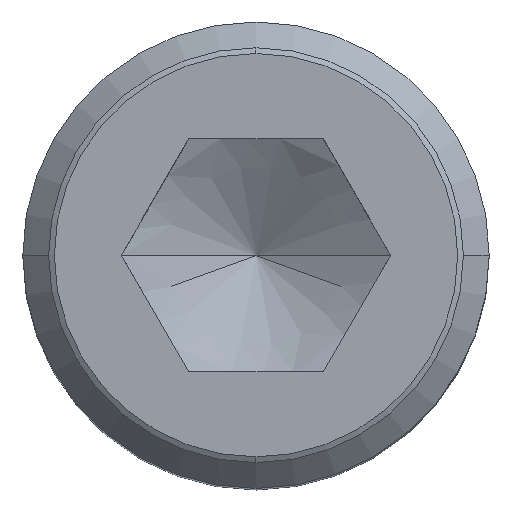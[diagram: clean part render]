
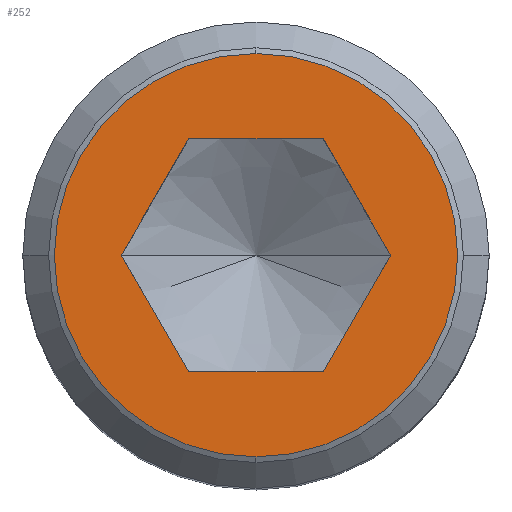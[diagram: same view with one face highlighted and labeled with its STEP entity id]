
A CAD part, top view. The second image highlights one B-rep face of the part: STEP entity #252.
In plain terms, the highlighted planar face has unit normal (0, 0, 1).
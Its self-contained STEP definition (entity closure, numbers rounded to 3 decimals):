
#144=EDGE_CURVE('',#316,#214,#364,.T.);
#156=EDGE_CURVE('',#274,#228,#377,.T.);
#166=EDGE_CURVE('',#228,#274,#389,.T.);
#204=EDGE_CURVE('',#214,#248,#429,.T.);
#214=VERTEX_POINT('',#440);
#228=VERTEX_POINT('',#457);
#238=EDGE_CURVE('',#248,#328,#467,.T.);
#248=VERTEX_POINT('',#479);
#252=ADVANCED_FACE('',(#484,#485),#486,.T.);
#272=EDGE_CURVE('',#314,#316,#508,.T.);
#274=VERTEX_POINT('',#510);
#312=EDGE_CURVE('',#326,#314,#552,.T.);
#314=VERTEX_POINT('',#554);
#316=VERTEX_POINT('',#556);
#320=EDGE_CURVE('',#328,#326,#560,.T.);
#326=VERTEX_POINT('',#566);
#328=VERTEX_POINT('',#568);
#364=LINE('',#599,#600);
#377=CIRCLE('',#619,6.917);
#389=CIRCLE('',#635,6.917);
#429=LINE('',#722,#723);
#440=CARTESIAN_POINT('',(-2.309,4.0,0.));
#457=CARTESIAN_POINT('',(0.,-6.917,0.));
#467=LINE('',#779,#780);
#479=CARTESIAN_POINT('',(2.309,4.0,0.));
#484=FACE_BOUND('',#799,.T.);
#485=FACE_OUTER_BOUND('',#800,.T.);
#486=PLANE('',#801);
#508=LINE('',#844,#845);
#510=CARTESIAN_POINT('',(0.,6.917,0.));
#552=LINE('',#900,#901);
#554=CARTESIAN_POINT('',(-2.309,-4.0,0.));
#556=CARTESIAN_POINT('',(-4.619,0.0,0.));
#560=LINE('',#912,#913);
#566=CARTESIAN_POINT('',(2.309,-4.0,0.));
#568=CARTESIAN_POINT('',(4.619,0.0,0.));
#599=CARTESIAN_POINT('',(-2.887,3.0,0.));
#600=VECTOR('',#954,1.0);
#619=AXIS2_PLACEMENT_3D('',#968,#969,#970);
#635=AXIS2_PLACEMENT_3D('',#991,#992,#993);
#722=CARTESIAN_POINT('',(1.155,4.0,0.));
#723=VECTOR('',#1023,1.0);
#779=CARTESIAN_POINT('',(4.041,1.0,0.));
#780=VECTOR('',#1071,1.0);
#799=EDGE_LOOP('',(#1096,#1097,#1098,#1099,#1100,#1101));
#800=EDGE_LOOP('',(#1102,#1103));
#801=AXIS2_PLACEMENT_3D('',#1104,#1105,#1106);
#844=CARTESIAN_POINT('',(-4.041,-1.0,0.));
#845=VECTOR('',#1124,1.0);
#900=CARTESIAN_POINT('',(-1.155,-4.0,0.));
#901=VECTOR('',#1173,1.0);
#912=CARTESIAN_POINT('',(2.887,-3.0,0.));
#913=VECTOR('',#1175,1.0);
#954=DIRECTION('',(0.5,0.866,0.));
#968=CARTESIAN_POINT('',(0.,0.,0.));
#969=DIRECTION('',(0.0,0.0,1.0));
#970=DIRECTION('',(0.,1.0,0.0));
#991=CARTESIAN_POINT('',(0.,0.,0.));
#992=DIRECTION('',(0.0,0.0,1.0));
#993=DIRECTION('',(0.,1.0,0.0));
#1023=DIRECTION('',(1.0,0.0,0.0));
#1071=DIRECTION('',(0.5,-0.866,0.));
#1096=ORIENTED_EDGE('',*,*,#272,.T.);
#1097=ORIENTED_EDGE('',*,*,#144,.T.);
#1098=ORIENTED_EDGE('',*,*,#204,.T.);
#1099=ORIENTED_EDGE('',*,*,#238,.T.);
#1100=ORIENTED_EDGE('',*,*,#320,.T.);
#1101=ORIENTED_EDGE('',*,*,#312,.T.);
#1102=ORIENTED_EDGE('',*,*,#156,.T.);
#1103=ORIENTED_EDGE('',*,*,#166,.T.);
#1104=CARTESIAN_POINT('',(-5.81,0.,0.));
#1105=DIRECTION('',(0.0,0.0,1.0));
#1106=DIRECTION('',(-1.0,0.,0.0));
#1124=DIRECTION('',(-0.5,0.866,0.));
#1173=DIRECTION('',(-1.0,0.0,0.0));
#1175=DIRECTION('',(-0.5,-0.866,0.));
